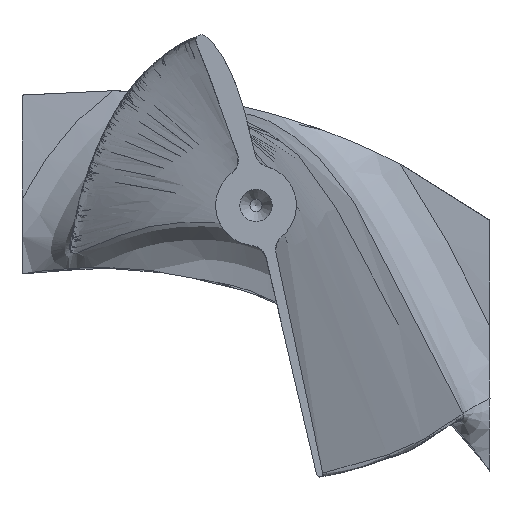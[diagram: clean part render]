
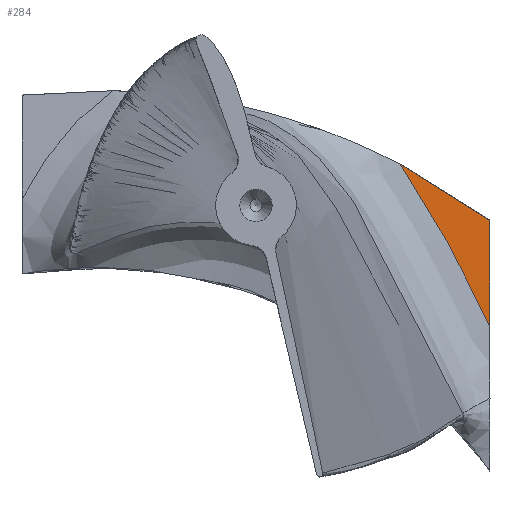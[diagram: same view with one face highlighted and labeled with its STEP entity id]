
A CAD part, top view. The second image highlights one B-rep face of the part: STEP entity #284.
In plain terms, the highlighted cylindrical face has radius 742.5 mm (diameter 1485 mm), a partial arc.
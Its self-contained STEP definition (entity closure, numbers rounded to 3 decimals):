
#284=ADVANCED_FACE('',(#493),#472,.T.);
#472=CYLINDRICAL_SURFACE('',#2854,742.5);
#493=FACE_OUTER_BOUND('',#672,.T.);
#672=EDGE_LOOP('',(#1036,#1037,#1038));
#867=CIRCLE('',#2853,742.5);
#1036=ORIENTED_EDGE('',*,*,#2168,.F.);
#1037=ORIENTED_EDGE('',*,*,#2169,.T.);
#1038=ORIENTED_EDGE('',*,*,#2170,.F.);
#1908=VERTEX_POINT('',#3643);
#1909=VERTEX_POINT('',#3644);
#1910=VERTEX_POINT('',#3653);
#2168=EDGE_CURVE('',#1908,#1909,#2603,.T.);
#2169=EDGE_CURVE('',#1908,#1910,#2604,.T.);
#2170=EDGE_CURVE('',#1909,#1910,#867,.T.);
#2603=B_SPLINE_CURVE_WITH_KNOTS('',3,(#3639,#3640,#3641,#3642),
 .UNSPECIFIED.,.F.,.F.,(4,4),(0.,1.),.UNSPECIFIED.);
#2604=B_SPLINE_CURVE_WITH_KNOTS('',3,(#3645,#3646,#3647,#3648,#3649,#3650,
#3651,#3652),.UNSPECIFIED.,.F.,.F.,(4,2,2,4),(0.,0.25,0.5,1.),
 .UNSPECIFIED.);
#2853=AXIS2_PLACEMENT_3D('',#3654,#3103,#3104);
#2854=AXIS2_PLACEMENT_3D('',#3655,#3105,#3106);
#3103=DIRECTION('',(1.,0.,0.));
#3104=DIRECTION('',(0.,0.,-1.));
#3105=DIRECTION('',(1.,0.,0.));
#3106=DIRECTION('',(0.,0.,-1.));
#3639=CARTESIAN_POINT('',(35.772,11.163,-0.084));
#3640=CARTESIAN_POINT('',(43.535,7.136,-0.023));
#3641=CARTESIAN_POINT('',(50.946,2.502,0.014));
#3642=CARTESIAN_POINT('',(58.,-2.751,-0.005));
#3643=CARTESIAN_POINT('',(35.772,11.163,-0.084));
#3644=CARTESIAN_POINT('',(58.,-2.751,-0.005));
#3645=CARTESIAN_POINT('',(35.772,11.163,-0.084));
#3646=CARTESIAN_POINT('',(37.967,8.011,-0.037));
#3647=CARTESIAN_POINT('',(40.052,4.772,-0.008));
#3648=CARTESIAN_POINT('',(44.006,-1.812,0.005));
#3649=CARTESIAN_POINT('',(45.858,-5.168,-0.01));
#3650=CARTESIAN_POINT('',(51.292,-15.297,-0.127));
#3651=CARTESIAN_POINT('',(54.67,-22.175,-0.299));
#3652=CARTESIAN_POINT('',(58.,-29.075,-0.569));
#3653=CARTESIAN_POINT('',(58.,-29.075,-0.569));
#3654=CARTESIAN_POINT('',(58.,0.,-742.5));
#3655=CARTESIAN_POINT('',(-80.,0.,-742.5));
